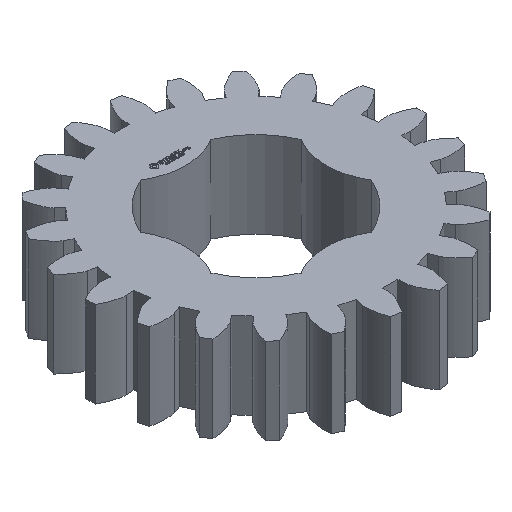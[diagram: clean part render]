
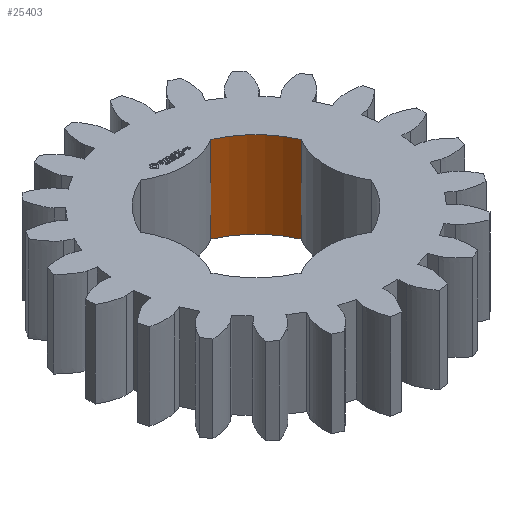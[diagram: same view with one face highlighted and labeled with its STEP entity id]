
A CAD part, isometric view. The second image highlights one B-rep face of the part: STEP entity #25403.
In plain terms, the highlighted cylindrical face has radius 6.35 mm (diameter 12.7 mm), a partial arc.
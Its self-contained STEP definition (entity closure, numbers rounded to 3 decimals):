
#93 = PLANE('',#94);
#94 = AXIS2_PLACEMENT_3D('',#95,#96,#97);
#95 = CARTESIAN_POINT('',(0.,0.,6.25));
#96 = DIRECTION('',(0.,0.,1.));
#97 = DIRECTION('',(1.,0.,0.));
#168 = PLANE('',#169);
#169 = AXIS2_PLACEMENT_3D('',#170,#171,#172);
#170 = CARTESIAN_POINT('',(0.,0.,0.));
#171 = DIRECTION('',(0.,0.,1.));
#172 = DIRECTION('',(1.,0.,0.));
#6518 = VERTEX_POINT('',#6519);
#6519 = CARTESIAN_POINT('',(2.55,5.816,0.));
#6534 = CYLINDRICAL_SURFACE('',#6535,4.9);
#6535 = AXIS2_PLACEMENT_3D('',#6536,#6537,#6538);
#6536 = CARTESIAN_POINT('',(0.,10.,0.));
#6537 = DIRECTION('',(0.,-0.,-1.));
#6538 = DIRECTION('',(0.707,0.707,0.));
#6546 = EDGE_CURVE('',#6547,#6518,#6549,.T.);
#6547 = VERTEX_POINT('',#6548);
#6548 = CARTESIAN_POINT('',(5.816,2.55,0.));
#6549 = SURFACE_CURVE('',#6550,(#6555,#6562),.PCURVE_S1.);
#6550 = CIRCLE('',#6551,6.35);
#6551 = AXIS2_PLACEMENT_3D('',#6552,#6553,#6554);
#6552 = CARTESIAN_POINT('',(0.,0.,0.));
#6553 = DIRECTION('',(0.,-0.,1.));
#6554 = DIRECTION('',(0.707,0.707,0.));
#6555 = PCURVE('',#168,#6556);
#6556 = DEFINITIONAL_REPRESENTATION('',(#6557),#6561);
#6557 = CIRCLE('',#6558,6.35);
#6558 = AXIS2_PLACEMENT_2D('',#6559,#6560);
#6559 = CARTESIAN_POINT('',(0.,0.));
#6560 = DIRECTION('',(0.707,0.707));
#6561 = ( GEOMETRIC_REPRESENTATION_CONTEXT(2) 
PARAMETRIC_REPRESENTATION_CONTEXT() REPRESENTATION_CONTEXT('2D SPACE',''
  ) );
#6562 = PCURVE('',#6563,#6568);
#6563 = CYLINDRICAL_SURFACE('',#6564,6.35);
#6564 = AXIS2_PLACEMENT_3D('',#6565,#6566,#6567);
#6565 = CARTESIAN_POINT('',(0.,0.,0.));
#6566 = DIRECTION('',(0.,-0.,-1.));
#6567 = DIRECTION('',(0.707,0.707,0.));
#6568 = DEFINITIONAL_REPRESENTATION('',(#6569),#6573);
#6569 = LINE('',#6570,#6571);
#6570 = CARTESIAN_POINT('',(-0.,0.));
#6571 = VECTOR('',#6572,1.);
#6572 = DIRECTION('',(-1.,0.));
#6573 = ( GEOMETRIC_REPRESENTATION_CONTEXT(2) 
PARAMETRIC_REPRESENTATION_CONTEXT() REPRESENTATION_CONTEXT('2D SPACE',''
  ) );
#6592 = CYLINDRICAL_SURFACE('',#6593,4.9);
#6593 = AXIS2_PLACEMENT_3D('',#6594,#6595,#6596);
#6594 = CARTESIAN_POINT('',(10.,0.,0.));
#6595 = DIRECTION('',(0.,-0.,-1.));
#6596 = DIRECTION('',(0.707,0.707,0.));
#11146 = VERTEX_POINT('',#11147);
#11147 = CARTESIAN_POINT('',(2.55,5.816,6.25));
#11169 = EDGE_CURVE('',#11170,#11146,#11172,.T.);
#11170 = VERTEX_POINT('',#11171);
#11171 = CARTESIAN_POINT('',(5.816,2.55,6.25));
#11172 = SURFACE_CURVE('',#11173,(#11178,#11185),.PCURVE_S1.);
#11173 = CIRCLE('',#11174,6.35);
#11174 = AXIS2_PLACEMENT_3D('',#11175,#11176,#11177);
#11175 = CARTESIAN_POINT('',(0.,0.,6.25)
  );
#11176 = DIRECTION('',(0.,-0.,1.));
#11177 = DIRECTION('',(0.707,0.707,0.));
#11178 = PCURVE('',#93,#11179);
#11179 = DEFINITIONAL_REPRESENTATION('',(#11180),#11184);
#11180 = CIRCLE('',#11181,6.35);
#11181 = AXIS2_PLACEMENT_2D('',#11182,#11183);
#11182 = CARTESIAN_POINT('',(0.,0.));
#11183 = DIRECTION('',(0.707,0.707));
#11184 = ( GEOMETRIC_REPRESENTATION_CONTEXT(2) 
PARAMETRIC_REPRESENTATION_CONTEXT() REPRESENTATION_CONTEXT('2D SPACE',''
  ) );
#11185 = PCURVE('',#6563,#11186);
#11186 = DEFINITIONAL_REPRESENTATION('',(#11187),#11191);
#11187 = LINE('',#11188,#11189);
#11188 = CARTESIAN_POINT('',(-0.,-6.25));
#11189 = VECTOR('',#11190,1.);
#11190 = DIRECTION('',(-1.,0.));
#11191 = ( GEOMETRIC_REPRESENTATION_CONTEXT(2) 
PARAMETRIC_REPRESENTATION_CONTEXT() REPRESENTATION_CONTEXT('2D SPACE',''
  ) );
#25380 = EDGE_CURVE('',#6547,#11170,#25381,.T.);
#25381 = SURFACE_CURVE('',#25382,(#25386,#25393),.PCURVE_S1.);
#25382 = LINE('',#25383,#25384);
#25383 = CARTESIAN_POINT('',(5.816,2.55,0.));
#25384 = VECTOR('',#25385,1.);
#25385 = DIRECTION('',(0.,0.,1.));
#25386 = PCURVE('',#6592,#25387);
#25387 = DEFINITIONAL_REPRESENTATION('',(#25388),#25392);
#25388 = LINE('',#25389,#25390);
#25389 = CARTESIAN_POINT('',(-1.809,0.));
#25390 = VECTOR('',#25391,1.);
#25391 = DIRECTION('',(-0.,-1.));
#25392 = ( GEOMETRIC_REPRESENTATION_CONTEXT(2) 
PARAMETRIC_REPRESENTATION_CONTEXT() REPRESENTATION_CONTEXT('2D SPACE',''
  ) );
#25393 = PCURVE('',#6563,#25394);
#25394 = DEFINITIONAL_REPRESENTATION('',(#25395),#25399);
#25395 = LINE('',#25396,#25397);
#25396 = CARTESIAN_POINT('',(-5.911,0.));
#25397 = VECTOR('',#25398,1.);
#25398 = DIRECTION('',(-0.,-1.));
#25399 = ( GEOMETRIC_REPRESENTATION_CONTEXT(2) 
PARAMETRIC_REPRESENTATION_CONTEXT() REPRESENTATION_CONTEXT('2D SPACE',''
  ) );
#25403 = ADVANCED_FACE('',(#25404),#6563,.F.);
#25404 = FACE_BOUND('',#25405,.T.);
#25405 = EDGE_LOOP('',(#25406,#25407,#25408,#25429));
#25406 = ORIENTED_EDGE('',*,*,#25380,.T.);
#25407 = ORIENTED_EDGE('',*,*,#11169,.T.);
#25408 = ORIENTED_EDGE('',*,*,#25409,.F.);
#25409 = EDGE_CURVE('',#6518,#11146,#25410,.T.);
#25410 = SURFACE_CURVE('',#25411,(#25415,#25422),.PCURVE_S1.);
#25411 = LINE('',#25412,#25413);
#25412 = CARTESIAN_POINT('',(2.55,5.816,0.));
#25413 = VECTOR('',#25414,1.);
#25414 = DIRECTION('',(0.,0.,1.));
#25415 = PCURVE('',#6563,#25416);
#25416 = DEFINITIONAL_REPRESENTATION('',(#25417),#25421);
#25417 = LINE('',#25418,#25419);
#25418 = CARTESIAN_POINT('',(-6.655,0.));
#25419 = VECTOR('',#25420,1.);
#25420 = DIRECTION('',(-0.,-1.));
#25421 = ( GEOMETRIC_REPRESENTATION_CONTEXT(2) 
PARAMETRIC_REPRESENTATION_CONTEXT() REPRESENTATION_CONTEXT('2D SPACE',''
  ) );
#25422 = PCURVE('',#6534,#25423);
#25423 = DEFINITIONAL_REPRESENTATION('',(#25424),#25428);
#25424 = LINE('',#25425,#25426);
#25425 = CARTESIAN_POINT('',(-4.474,0.));
#25426 = VECTOR('',#25427,1.);
#25427 = DIRECTION('',(-0.,-1.));
#25428 = ( GEOMETRIC_REPRESENTATION_CONTEXT(2) 
PARAMETRIC_REPRESENTATION_CONTEXT() REPRESENTATION_CONTEXT('2D SPACE',''
  ) );
#25429 = ORIENTED_EDGE('',*,*,#6546,.F.);
